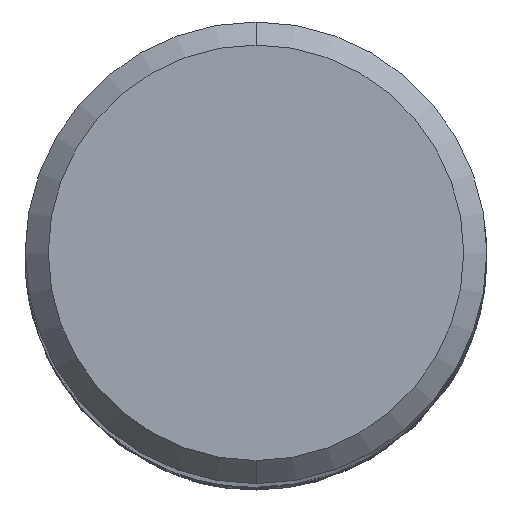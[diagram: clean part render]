
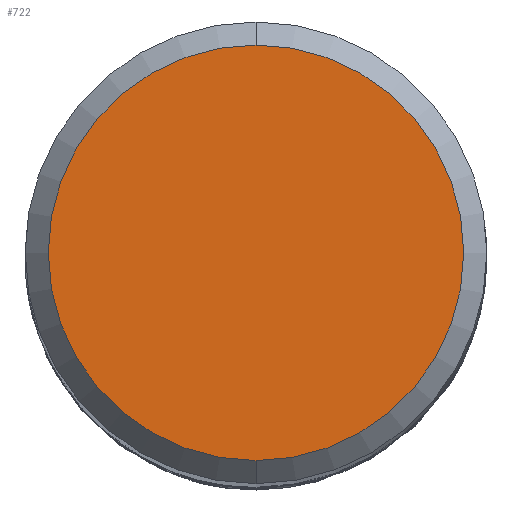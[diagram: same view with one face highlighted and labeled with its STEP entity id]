
A CAD part, top view. The second image highlights one B-rep face of the part: STEP entity #722.
In plain terms, the highlighted planar face has unit normal (0, 0, 1).
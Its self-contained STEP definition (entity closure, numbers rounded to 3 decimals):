
#690=EDGE_CURVE('',#900,#1178,#1759,.T.);
#722=ADVANCED_FACE('',(#1793),#1794,.T.);
#900=VERTEX_POINT('',#1986);
#1178=VERTEX_POINT('',#2292);
#1538=EDGE_CURVE('',#1178,#900,#2683,.T.);
#1759=CIRCLE('',#3971,4.5);
#1793=FACE_OUTER_BOUND('',#4129,.T.);
#1794=PLANE('',#4130);
#1986=CARTESIAN_POINT('',(0.0,4.5,0.0));
#2292=CARTESIAN_POINT('',(0.,-4.5,0.0));
#2683=CIRCLE('',#14331,4.5);
#3971=AXIS2_PLACEMENT_3D('',#14649,#14650,#14651);
#4129=EDGE_LOOP('',(#14675,#14676));
#4130=AXIS2_PLACEMENT_3D('',#14677,#14678,#14679);
#14331=AXIS2_PLACEMENT_3D('',#15652,#15653,#15654);
#14649=CARTESIAN_POINT('',(0.0,0.0,0.0));
#14650=DIRECTION('',(0.0,0.0,-1.0));
#14651=DIRECTION('',(0.0,1.0,0.0));
#14675=ORIENTED_EDGE('',*,*,#690,.F.);
#14676=ORIENTED_EDGE('',*,*,#1538,.F.);
#14677=CARTESIAN_POINT('',(0.0,2.25,0.0));
#14678=DIRECTION('',(-0.0,0.0,1.0));
#14679=DIRECTION('',(0.0,-1.0,0.0));
#15652=CARTESIAN_POINT('',(0.0,0.0,0.0));
#15653=DIRECTION('',(0.0,0.0,-1.0));
#15654=DIRECTION('',(0.0,1.0,0.0));
